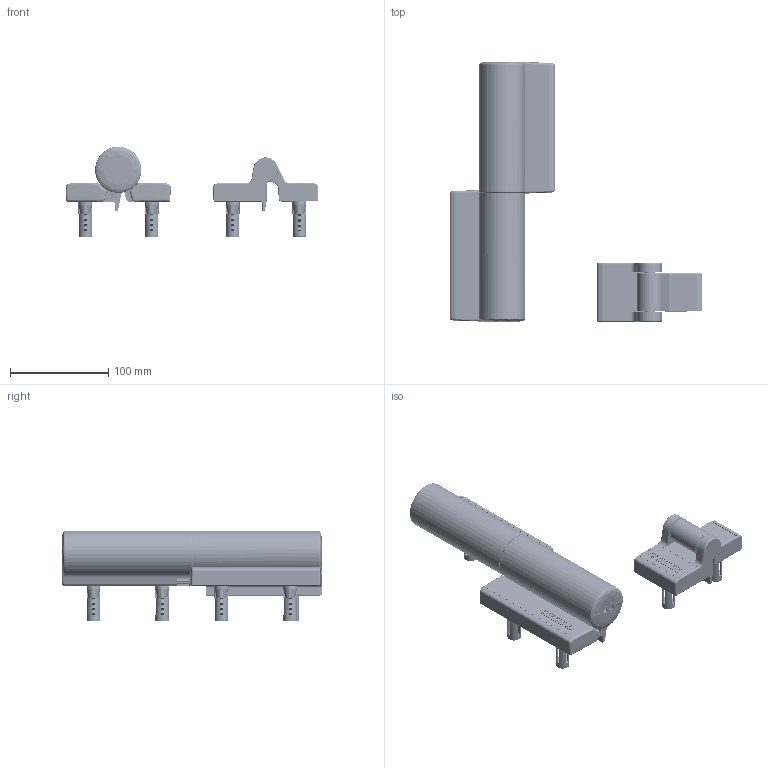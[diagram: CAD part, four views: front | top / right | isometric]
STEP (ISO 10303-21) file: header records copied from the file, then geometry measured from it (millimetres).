
FILE_DESCRIPTION (( 'STEP AP214' ), '1' );
FILE_NAME ('TIGER.STEP', '2016-11-28T14:04:41', ( '' ), ( '' ), 'SwSTEP 2.0', 'SolidWorks 2016', '' );
FILE_SCHEMA (( 'AUTOMOTIVE_DESIGN' ));
Length unit declared in the file: millimetre
Products named in the file (33): 1006_996; 1007_348; 1007_033; 1001037; TIGER; 1005_553; 1005_561; PUMA; 1005_471; 1005_551; 1005_668; 1012_696_2e riveting operation; 1005_652; 1005_548; 1006_983; 1005_500; DIN 7991 - M8 x 50 --- 50S_DIN 7991 - M8 x 50 --- 50S; 1005_465; 1005_557; 80304_B - Rev0 - MT Kerb Machined; 1009_469; 1006_531; ISO 7380 - M4 x 8 --- 8S_ISO 7380 - M4 x 8 --- 8S; DIN EN ISO 8735-6x50-A-St_DIN EN ISO 8735-6x50-A-St; 1007_034; 1007_717; 1005_403; Tiger without Puma; 1005_397; 1009_467; Tiger Pot; 1007_031; 1005_560
Assembly tree (57 placements, depth 5):
  TIGER
    Tiger without Puma
      Tiger Pot
        1006_983
        1007_031
          1005_397
          1001037  x2
        1007_033  x2
          1005_403
          1007_034
        ISO 7380 - M4 x 8 --- 8S_ISO 7380 - M4 x 8 --- 8S
      1006_996
      1005_471
      1005_668
      DIN EN ISO 8735-6x50-A-St_DIN EN ISO 8735-6x50-A-St
      1009_467  x4
      1009_469  x4
      1005_652
      80304_B - Rev0 - MT Kerb Machined  x4
      DIN 7991 - M8 x 50 --- 50S_DIN 7991 - M8 x 50 --- 50S  x4
      1005_500  x2
      1005_465
      1007_348
    PUMA
      1007_717
      1005_548
      1005_551
      1005_553
      1005_557
      80304_B - Rev0 - MT Kerb Machined  x2
      1005_560
      1005_561
      1012_696_2e riveting operation
      1006_531  x2
      1009_467  x2
      1009_469  x2
      DIN 7991 - M8 x 50 --- 50S_DIN 7991 - M8 x 50 --- 50S  x2
Bounding box: 256.96 x 265.15 x 92.33 mm (x, y, z)
Volume: 468260.1 mm3; surface area: 294258.7 mm2
Topology: 54 solids, 54 shells, 6153 faces, 16226 edges, 10343 vertices
Faces by surface type: plane 2952, cone 1268, cylinder 1216, bspline 503, torus 208, sphere 6
Entity records: 114154 total; most frequent: CARTESIAN_POINT 32286, ORIENTED_EDGE 17616, DIRECTION 15513, EDGE_CURVE 8808, LINE 5677, VECTOR 5677, VERTEX_POINT 5642, AXIS2_PLACEMENT_3D 4918
